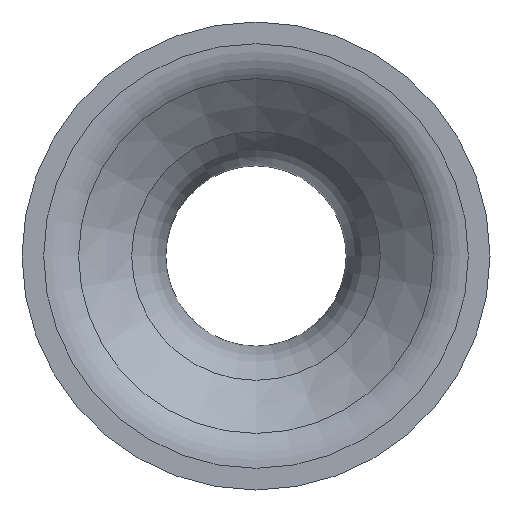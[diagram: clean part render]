
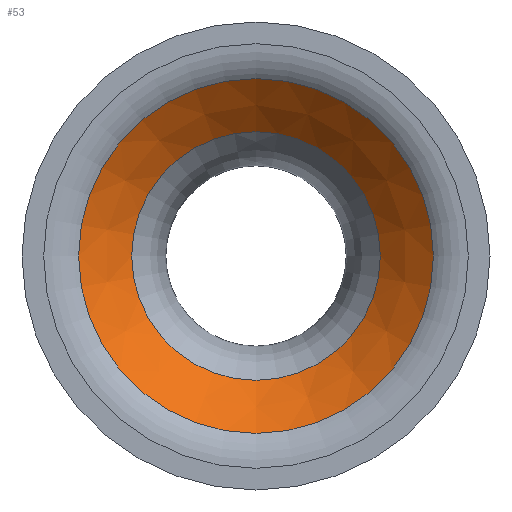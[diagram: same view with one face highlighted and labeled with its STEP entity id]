
A CAD part, left-side view. The second image highlights one B-rep face of the part: STEP entity #53.
In plain terms, the highlighted conical face has half-angle 47.818 degrees and reference radius 7.171 mm.
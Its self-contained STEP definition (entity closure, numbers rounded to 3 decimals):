
#53 = ADVANCED_FACE( '', ( #112, #113 ), #114, .F. );
#112 = FACE_OUTER_BOUND( '', #171, .T. );
#113 = FACE_BOUND( '', #172, .T. );
#114 = CONICAL_SURFACE( '', #173, 7.171, 0.835 );
#171 = EDGE_LOOP( '', ( #240 ) );
#172 = EDGE_LOOP( '', ( #241 ) );
#173 = AXIS2_PLACEMENT_3D( '', #242, #243, #244 );
#240 = ORIENTED_EDGE( '', *, *, #284, .T. );
#241 = ORIENTED_EDGE( '', *, *, #289, .F. );
#242 = CARTESIAN_POINT( '', ( -11.446, 0., 0. ) );
#243 = DIRECTION( '', ( -1., 0., 0. ) );
#244 = DIRECTION( '', ( 0., 0., 1. ) );
#284 = EDGE_CURVE( '', #319, #319, #320, .T. );
#289 = EDGE_CURVE( '', #326, #326, #327, .T. );
#319 = VERTEX_POINT( '', #358 );
#320 = CIRCLE( '', #359, 10.236 );
#326 = VERTEX_POINT( '', #365 );
#327 = CIRCLE( '', #366, 7.171 );
#358 = CARTESIAN_POINT( '', ( -14.223, 0., 10.236 ) );
#359 = AXIS2_PLACEMENT_3D( '', #400, #401, #402 );
#365 = CARTESIAN_POINT( '', ( -11.446, 0., 7.171 ) );
#366 = AXIS2_PLACEMENT_3D( '', #406, #407, #408 );
#400 = CARTESIAN_POINT( '', ( -14.223, 0., 0. ) );
#401 = DIRECTION( '', ( -1., 0., 0. ) );
#402 = DIRECTION( '', ( 0., 0., 1. ) );
#406 = CARTESIAN_POINT( '', ( -11.446, 0., 0. ) );
#407 = DIRECTION( '', ( -1., 0., 0. ) );
#408 = DIRECTION( '', ( 0., 0., 1. ) );
